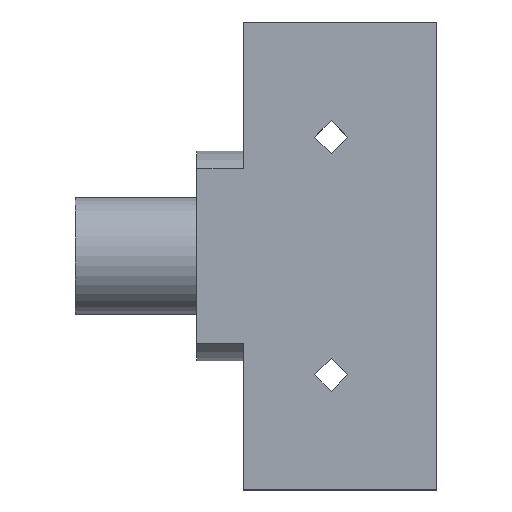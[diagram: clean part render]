
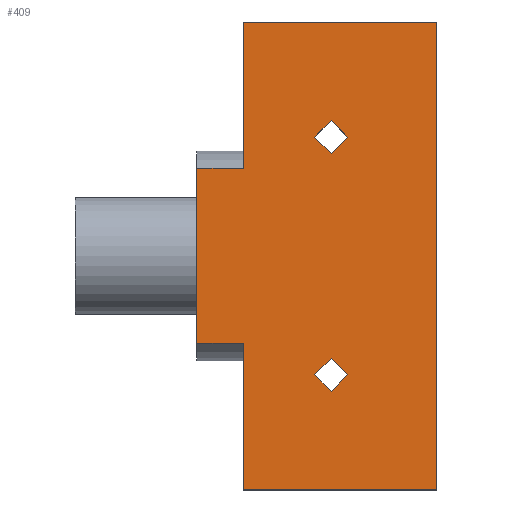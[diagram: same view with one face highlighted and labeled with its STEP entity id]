
A CAD part, top view. The second image highlights one B-rep face of the part: STEP entity #409.
In plain terms, the highlighted planar face has unit normal (0, 0, 1).
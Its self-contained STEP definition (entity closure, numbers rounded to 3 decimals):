
#17=FACE_BOUND('',#74,.T.);
#18=FACE_BOUND('',#75,.T.);
#50=FACE_OUTER_BOUND('',#73,.T.);
#73=EDGE_LOOP('',(#354,#355,#356,#357,#358,#359,#360,#361,#362));
#74=EDGE_LOOP('',(#363,#364,#365,#366));
#75=EDGE_LOOP('',(#367,#368,#369,#370));
#78=LINE('',#568,#125);
#81=LINE('',#574,#128);
#84=LINE('',#580,#131);
#87=LINE('',#584,#134);
#90=LINE('',#592,#137);
#93=LINE('',#598,#140);
#96=LINE('',#604,#143);
#99=LINE('',#608,#146);
#100=LINE('',#612,#147);
#104=LINE('',#623,#151);
#107=LINE('',#631,#154);
#109=LINE('',#641,#156);
#110=LINE('',#645,#157);
#112=LINE('',#650,#159);
#118=LINE('',#664,#165);
#119=LINE('',#666,#166);
#121=LINE('',#669,#168);
#125=VECTOR('',#459,10.);
#128=VECTOR('',#464,10.);
#131=VECTOR('',#469,10.);
#134=VECTOR('',#474,10.);
#137=VECTOR('',#479,10.);
#140=VECTOR('',#484,10.);
#143=VECTOR('',#489,10.);
#146=VECTOR('',#494,10.);
#147=VECTOR('',#497,10.);
#151=VECTOR('',#505,10.);
#154=VECTOR('',#512,10.);
#156=VECTOR('',#522,10.);
#157=VECTOR('',#527,10.);
#159=VECTOR('',#533,10.);
#165=VECTOR('',#547,10.);
#166=VECTOR('',#550,10.);
#168=VECTOR('',#554,10.);
#172=VERTEX_POINT('',#565);
#173=VERTEX_POINT('',#567);
#175=VERTEX_POINT('',#573);
#177=VERTEX_POINT('',#579);
#180=VERTEX_POINT('',#589);
#181=VERTEX_POINT('',#591);
#183=VERTEX_POINT('',#597);
#185=VERTEX_POINT('',#603);
#186=VERTEX_POINT('',#610);
#187=VERTEX_POINT('',#611);
#190=VERTEX_POINT('',#619);
#192=VERTEX_POINT('',#622);
#195=VERTEX_POINT('',#630);
#197=VERTEX_POINT('',#635);
#199=VERTEX_POINT('',#639);
#201=VERTEX_POINT('',#649);
#205=VERTEX_POINT('',#662);
#208=EDGE_CURVE('',#173,#172,#78,.T.);
#211=EDGE_CURVE('',#175,#173,#81,.T.);
#214=EDGE_CURVE('',#177,#175,#84,.T.);
#217=EDGE_CURVE('',#172,#177,#87,.T.);
#220=EDGE_CURVE('',#181,#180,#90,.T.);
#223=EDGE_CURVE('',#183,#181,#93,.T.);
#226=EDGE_CURVE('',#185,#183,#96,.T.);
#229=EDGE_CURVE('',#180,#185,#99,.T.);
#230=EDGE_CURVE('',#186,#187,#100,.T.);
#235=EDGE_CURVE('',#190,#192,#104,.T.);
#239=EDGE_CURVE('',#192,#195,#107,.T.);
#244=EDGE_CURVE('',#197,#199,#109,.T.);
#246=EDGE_CURVE('',#195,#199,#110,.T.);
#249=EDGE_CURVE('',#201,#197,#112,.T.);
#256=EDGE_CURVE('',#190,#205,#118,.T.);
#257=EDGE_CURVE('',#205,#187,#119,.T.);
#259=EDGE_CURVE('',#201,#186,#121,.T.);
#354=ORIENTED_EDGE('',*,*,#249,.T.);
#355=ORIENTED_EDGE('',*,*,#244,.T.);
#356=ORIENTED_EDGE('',*,*,#246,.F.);
#357=ORIENTED_EDGE('',*,*,#239,.F.);
#358=ORIENTED_EDGE('',*,*,#235,.F.);
#359=ORIENTED_EDGE('',*,*,#256,.T.);
#360=ORIENTED_EDGE('',*,*,#257,.T.);
#361=ORIENTED_EDGE('',*,*,#230,.F.);
#362=ORIENTED_EDGE('',*,*,#259,.F.);
#363=ORIENTED_EDGE('',*,*,#214,.T.);
#364=ORIENTED_EDGE('',*,*,#211,.T.);
#365=ORIENTED_EDGE('',*,*,#208,.T.);
#366=ORIENTED_EDGE('',*,*,#217,.T.);
#367=ORIENTED_EDGE('',*,*,#226,.T.);
#368=ORIENTED_EDGE('',*,*,#223,.T.);
#369=ORIENTED_EDGE('',*,*,#220,.T.);
#370=ORIENTED_EDGE('',*,*,#229,.T.);
#388=PLANE('',#452);
#409=ADVANCED_FACE('',(#50,#17,#18),#388,.F.);
#452=AXIS2_PLACEMENT_3D('',#672,#558,#559);
#459=DIRECTION('',(-0.709,0.705,0.));
#464=DIRECTION('',(-0.705,-0.709,0.));
#469=DIRECTION('',(0.709,-0.705,0.));
#474=DIRECTION('',(0.705,0.709,0.));
#479=DIRECTION('',(-0.707,0.707,0.));
#484=DIRECTION('',(-0.707,-0.707,0.));
#489=DIRECTION('',(0.707,-0.707,0.));
#494=DIRECTION('',(0.707,0.707,0.));
#497=DIRECTION('',(0.,-1.,0.));
#505=DIRECTION('',(-1.,0.,0.));
#512=DIRECTION('',(0.,1.,0.));
#522=DIRECTION('',(-1.,0.,0.));
#527=DIRECTION('',(0.,1.,0.));
#533=DIRECTION('',(0.,-1.,0.));
#547=DIRECTION('',(0.,-1.,0.));
#550=DIRECTION('',(1.,0.,0.));
#554=DIRECTION('',(1.,0.,0.));
#558=DIRECTION('center_axis',(0.,0.,-1.));
#559=DIRECTION('ref_axis',(1.,0.,0.));
#565=CARTESIAN_POINT('',(-12.42,-18.418,43.237));
#567=CARTESIAN_POINT('',(-11.711,-19.123,43.237));
#568=CARTESIAN_POINT('',(-13.222,-17.621,43.237));
#573=CARTESIAN_POINT('',(-11.006,-18.414,43.237));
#574=CARTESIAN_POINT('',(-9.975,-17.377,43.237));
#579=CARTESIAN_POINT('',(-11.715,-17.709,43.237));
#580=CARTESIAN_POINT('',(-12.871,-16.559,43.237));
#584=CARTESIAN_POINT('',(-11.037,-17.026,43.237));
#589=CARTESIAN_POINT('',(-12.42,-8.255,43.237));
#591=CARTESIAN_POINT('',(-11.713,-8.962,43.237));
#592=CARTESIAN_POINT('',(-10.683,-9.993,43.237));
#597=CARTESIAN_POINT('',(-11.006,-8.255,43.237));
#598=CARTESIAN_POINT('',(-12.516,-9.765,43.237));
#603=CARTESIAN_POINT('',(-11.713,-7.548,43.237));
#604=CARTESIAN_POINT('',(-10.329,-8.932,43.237));
#608=CARTESIAN_POINT('',(-13.576,-9.411,43.237));
#610=CARTESIAN_POINT('',(-7.202,-3.336,43.237));
#611=CARTESIAN_POINT('',(-7.202,-23.336,43.237));
#612=CARTESIAN_POINT('',(-7.202,-3.336,43.237));
#619=CARTESIAN_POINT('',(-15.465,-17.077,43.237));
#622=CARTESIAN_POINT('',(-17.465,-17.077,43.237));
#623=CARTESIAN_POINT('',(-15.465,-17.077,43.237));
#630=CARTESIAN_POINT('',(-17.465,-13.336,43.237));
#631=CARTESIAN_POINT('',(-17.465,-23.336,43.237));
#635=CARTESIAN_POINT('',(-15.465,-9.594,43.237));
#639=CARTESIAN_POINT('',(-17.465,-9.594,43.237));
#641=CARTESIAN_POINT('',(-15.465,-9.594,43.237));
#645=CARTESIAN_POINT('',(-17.465,-23.336,43.237));
#649=CARTESIAN_POINT('',(-15.465,-3.336,43.237));
#650=CARTESIAN_POINT('',(-15.465,-13.336,43.237));
#662=CARTESIAN_POINT('',(-15.465,-23.336,43.237));
#664=CARTESIAN_POINT('',(-15.465,-13.336,43.237));
#666=CARTESIAN_POINT('',(-8.465,-23.336,43.237));
#669=CARTESIAN_POINT('',(-15.465,-3.336,43.237));
#672=CARTESIAN_POINT('Origin',(-11.965,-13.336,43.237));
